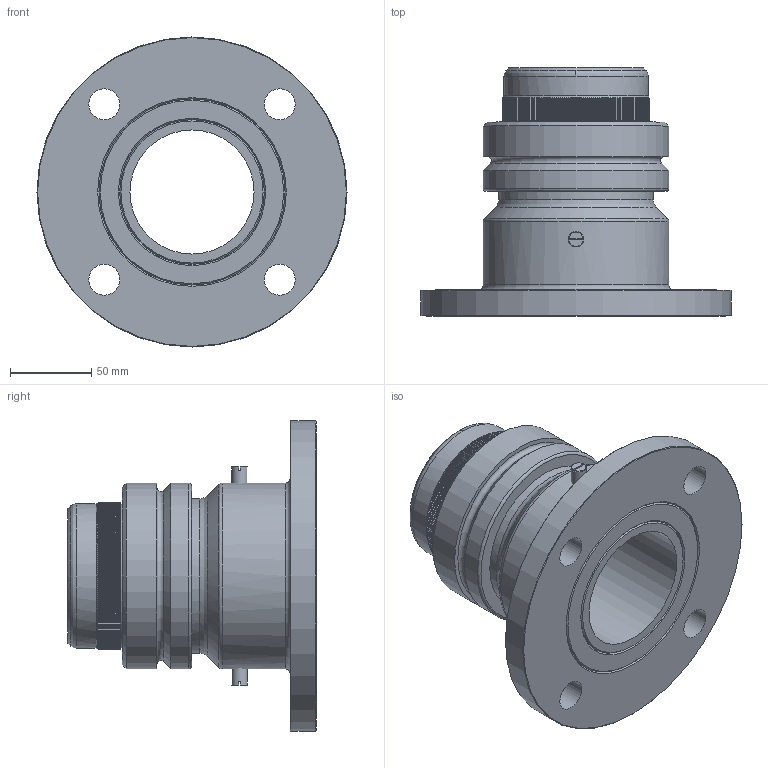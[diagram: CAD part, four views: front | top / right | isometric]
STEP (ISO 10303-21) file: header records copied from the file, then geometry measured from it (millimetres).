
FILE_DESCRIPTION (( 'STEP AP214' ), '1' );
FILE_NAME ('8298.STEP', '2014-08-07T16:06:17', ( 'eb' ), ( '' ), 'SwSTEP 2.0', 'SolidWorks 2013', '' );
FILE_SCHEMA (( 'AUTOMOTIVE_DESIGN' ));
Length unit declared in the file: inch
Products named in the file (7): Hardware.Bearings-Ball Bearings.250 BALL 316 SS GRADE 10015027000REL10NULL; tim-8297(2.0)BASE - SWIVEL1519500110NULL; 8298; tim-8297(2.0)3.0 TOP MOUNT ADAPTER ASSY8298(2.0)60NULL; tim-8297(2.0)GUIDE PIN 82985109600010NULL; tim-8297(2.0)BASE-MONITOR 3.0-150# FF FLG 8298(2.0)15617001REL70NULL; Hardware.Screws-Set ScrewsScrew-Set (0.312-18 x 0.187-lg) Slot Hd Nylon63687000C10NULL
Assembly tree (8 placements, depth 3):
  8298
    tim-8297(2.0)3.0 TOP MOUNT ADAPTER ASSY8298(2.0)60NULL
      tim-8297(2.0)BASE - SWIVEL1519500110NULL
      Hardware.Bearings-Ball Bearings.250 BALL 316 SS GRADE 10015027000REL10NULL
      Hardware.Screws-Set ScrewsScrew-Set (0.312-18 x 0.187-lg) Slot Hd Nylon63687000C10NULL  x2
      tim-8297(2.0)BASE-MONITOR 3.0-150# FF FLG 8298(2.0)15617001REL70NULL
      tim-8297(2.0)GUIDE PIN 82985109600010NULL  x2
Bounding box: 190.5 x 152.4 x 190.5 mm (x, y, z)
Volume: 929550.4 mm3; surface area: 179264.7 mm2
Topology: 7 solids, 7 shells, 1436 faces, 4249 edges, 2827 vertices
Faces by surface type: cylinder 917, plane 479, cone 26, torus 7, bspline 6, sphere 1
Full cylindrical faces by diameter (mm): 7.036 x2, 7.938 x4, 9.525 x2, 19.05 x4, 76.2 x1, 88.824 x2, 94.92 x3, 95.555 x3, 114.122 x3, 190.5 x1
Entity records: 59908 total; most frequent: CARTESIAN_POINT 26018, ORIENTED_EDGE 8262, DIRECTION 5228, EDGE_CURVE 4131, VERTEX_POINT 2771, B_SPLINE_CURVE_WITH_KNOTS 2262, AXIS2_PLACEMENT_3D 1937, EDGE_LOOP 1478
